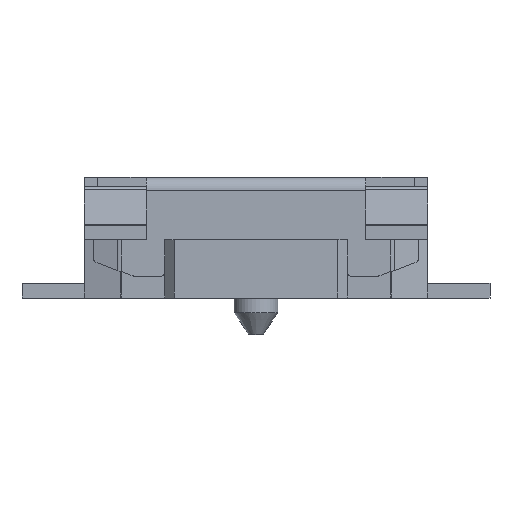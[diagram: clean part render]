
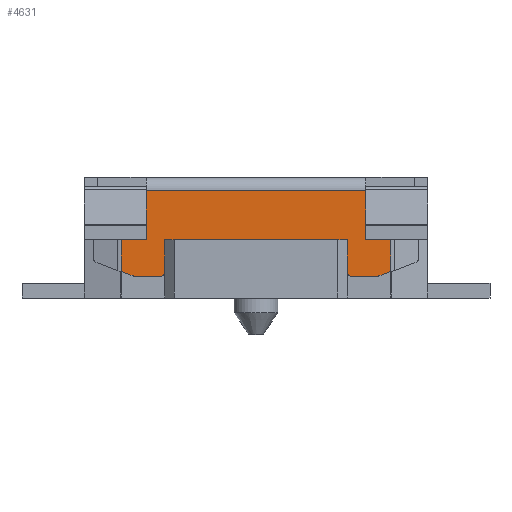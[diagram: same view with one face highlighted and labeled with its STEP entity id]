
A CAD part, left-side view. The second image highlights one B-rep face of the part: STEP entity #4631.
In plain terms, the highlighted planar face has unit normal (-1, 0, 0).
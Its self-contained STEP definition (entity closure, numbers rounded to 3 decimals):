
#1702 = VERTEX_POINT('',#1703);
#1703 = CARTESIAN_POINT('',(-1.75,-1.12,0.8));
#1724 = EDGE_CURVE('',#1725,#1702,#1727,.T.);
#1725 = VERTEX_POINT('',#1726);
#1726 = CARTESIAN_POINT('',(-1.75,1.12,0.8));
#1727 = LINE('',#1728,#1729);
#1728 = CARTESIAN_POINT('',(-1.75,1.5,0.8));
#1729 = VECTOR('',#1730,1.);
#1730 = DIRECTION('',(0.,-1.,0.));
#2175 = VERTEX_POINT('',#2176);
#2176 = CARTESIAN_POINT('',(-1.75,1.843,0.8));
#2215 = EDGE_CURVE('',#2216,#2218,#2220,.T.);
#2216 = VERTEX_POINT('',#2217);
#2217 = CARTESIAN_POINT('',(-1.75,1.5,0.994));
#2218 = VERTEX_POINT('',#2219);
#2219 = CARTESIAN_POINT('',(-1.75,1.5,0.8));
#2220 = LINE('',#2221,#2222);
#2221 = CARTESIAN_POINT('',(-1.75,1.5,6.998));
#2222 = VECTOR('',#2223,1.);
#2223 = DIRECTION('',(0.,0.,-1.));
#2233 = EDGE_CURVE('',#2175,#2218,#2234,.T.);
#2234 = LINE('',#2235,#2236);
#2235 = CARTESIAN_POINT('',(-1.75,2.35,0.8));
#2236 = VECTOR('',#2237,1.);
#2237 = DIRECTION('',(0.,-1.,0.));
#4141 = VERTEX_POINT('',#4142);
#4142 = CARTESIAN_POINT('',(-1.75,-1.5,0.994));
#4165 = EDGE_CURVE('',#4141,#4166,#4168,.T.);
#4166 = VERTEX_POINT('',#4167);
#4167 = CARTESIAN_POINT('',(-1.75,-1.5,0.8));
#4168 = LINE('',#4169,#4170);
#4169 = CARTESIAN_POINT('',(-1.75,-1.5,6.998));
#4170 = VECTOR('',#4171,1.);
#4171 = DIRECTION('',(0.,0.,-1.));
#4173 = EDGE_CURVE('',#4174,#4166,#4176,.T.);
#4174 = VERTEX_POINT('',#4175);
#4175 = CARTESIAN_POINT('',(-1.75,-1.843,0.8));
#4176 = LINE('',#4177,#4178);
#4177 = CARTESIAN_POINT('',(-1.75,-2.35,0.8));
#4178 = VECTOR('',#4179,1.);
#4179 = DIRECTION('',(0.,1.,0.));
#4457 = VERTEX_POINT('',#4458);
#4458 = CARTESIAN_POINT('',(-1.75,-1.843,0.364));
#4497 = EDGE_CURVE('',#4498,#4500,#4502,.T.);
#4498 = VERTEX_POINT('',#4499);
#4499 = CARTESIAN_POINT('',(-1.75,-1.3,0.3));
#4500 = VERTEX_POINT('',#4501);
#4501 = CARTESIAN_POINT('',(-1.75,-1.25,0.35));
#4502 = CIRCLE('',#4503,0.05);
#4503 = AXIS2_PLACEMENT_3D('',#4504,#4505,#4506);
#4504 = CARTESIAN_POINT('',(-1.75,-1.3,0.35));
#4505 = DIRECTION('',(1.,-0.,0.));
#4506 = DIRECTION('',(0.,0.,-1.));
#4531 = VERTEX_POINT('',#4532);
#4532 = CARTESIAN_POINT('',(-1.75,-1.663,0.3));
#4538 = EDGE_CURVE('',#4531,#4498,#4539,.T.);
#4539 = LINE('',#4540,#4541);
#4540 = CARTESIAN_POINT('',(-1.75,2.35,0.3));
#4541 = VECTOR('',#4542,1.);
#4542 = DIRECTION('',(0.,1.,0.));
#4553 = EDGE_CURVE('',#4554,#4531,#4556,.T.);
#4554 = VERTEX_POINT('',#4555);
#4555 = CARTESIAN_POINT('',(-1.75,-1.68,0.303));
#4556 = CIRCLE('',#4557,0.05);
#4557 = AXIS2_PLACEMENT_3D('',#4558,#4559,#4560);
#4558 = CARTESIAN_POINT('',(-1.75,-1.663,0.35));
#4559 = DIRECTION('',(1.,-0.,0.));
#4560 = DIRECTION('',(0.,0.,-1.));
#4578 = EDGE_CURVE('',#4457,#4554,#4579,.T.);
#4579 = LINE('',#4580,#4581);
#4580 = CARTESIAN_POINT('',(-1.75,1.861,-1.014));
#4581 = VECTOR('',#4582,1.);
#4582 = DIRECTION('',(0.,0.937,-0.349));
#4597 = EDGE_CURVE('',#4598,#4500,#4600,.T.);
#4598 = VERTEX_POINT('',#4599);
#4599 = CARTESIAN_POINT('',(-1.75,-1.25,0.8));
#4600 = LINE('',#4601,#4602);
#4601 = CARTESIAN_POINT('',(-1.75,-1.25,0.3));
#4602 = VECTOR('',#4603,1.);
#4603 = DIRECTION('',(0.,0.,-1.));
#4621 = EDGE_CURVE('',#1702,#4598,#4622,.T.);
#4622 = LINE('',#4623,#4624);
#4623 = CARTESIAN_POINT('',(-1.75,2.35,0.8));
#4624 = VECTOR('',#4625,1.);
#4625 = DIRECTION('',(0.,-1.,0.));
#4631 = ADVANCED_FACE('',(#4632),#4729,.F.);
#4632 = FACE_BOUND('',#4633,.T.);
#4633 = EDGE_LOOP('',(#4634,#4635,#4636,#4637,#4643,#4644,#4645,#4653,
    #4661,#4667,#4668,#4669,#4677,#4685,#4694,#4702,#4711,#4719,#4725,
    #4726,#4727,#4728));
#4634 = ORIENTED_EDGE('',*,*,#4538,.F.);
#4635 = ORIENTED_EDGE('',*,*,#4553,.F.);
#4636 = ORIENTED_EDGE('',*,*,#4578,.F.);
#4637 = ORIENTED_EDGE('',*,*,#4638,.T.);
#4638 = EDGE_CURVE('',#4457,#4174,#4639,.T.);
#4639 = LINE('',#4640,#4641);
#4640 = CARTESIAN_POINT('',(-1.75,-1.843,0.3));
#4641 = VECTOR('',#4642,1.);
#4642 = DIRECTION('',(0.,0.,1.));
#4643 = ORIENTED_EDGE('',*,*,#4173,.T.);
#4644 = ORIENTED_EDGE('',*,*,#4165,.F.);
#4645 = ORIENTED_EDGE('',*,*,#4646,.F.);
#4646 = EDGE_CURVE('',#4647,#4141,#4649,.T.);
#4647 = VERTEX_POINT('',#4648);
#4648 = CARTESIAN_POINT('',(-1.75,-1.5,1.47));
#4649 = LINE('',#4650,#4651);
#4650 = CARTESIAN_POINT('',(-1.75,-1.5,6.088));
#4651 = VECTOR('',#4652,1.);
#4652 = DIRECTION('',(0.,0.,-1.));
#4653 = ORIENTED_EDGE('',*,*,#4654,.T.);
#4654 = EDGE_CURVE('',#4647,#4655,#4657,.T.);
#4655 = VERTEX_POINT('',#4656);
#4656 = CARTESIAN_POINT('',(-1.75,1.5,1.47));
#4657 = LINE('',#4658,#4659);
#4658 = CARTESIAN_POINT('',(-1.75,2.35,1.47));
#4659 = VECTOR('',#4660,1.);
#4660 = DIRECTION('',(0.,1.,0.));
#4661 = ORIENTED_EDGE('',*,*,#4662,.T.);
#4662 = EDGE_CURVE('',#4655,#2216,#4663,.T.);
#4663 = LINE('',#4664,#4665);
#4664 = CARTESIAN_POINT('',(-1.75,1.5,6.088));
#4665 = VECTOR('',#4666,1.);
#4666 = DIRECTION('',(0.,0.,-1.));
#4667 = ORIENTED_EDGE('',*,*,#2215,.T.);
#4668 = ORIENTED_EDGE('',*,*,#2233,.F.);
#4669 = ORIENTED_EDGE('',*,*,#4670,.F.);
#4670 = EDGE_CURVE('',#4671,#2175,#4673,.T.);
#4671 = VERTEX_POINT('',#4672);
#4672 = CARTESIAN_POINT('',(-1.75,1.843,0.364));
#4673 = LINE('',#4674,#4675);
#4674 = CARTESIAN_POINT('',(-1.75,1.843,0.3));
#4675 = VECTOR('',#4676,1.);
#4676 = DIRECTION('',(0.,0.,1.));
#4677 = ORIENTED_EDGE('',*,*,#4678,.F.);
#4678 = EDGE_CURVE('',#4679,#4671,#4681,.T.);
#4679 = VERTEX_POINT('',#4680);
#4680 = CARTESIAN_POINT('',(-1.75,1.68,0.303));
#4681 = LINE('',#4682,#4683);
#4682 = CARTESIAN_POINT('',(-1.75,2.268,0.522));
#4683 = VECTOR('',#4684,1.);
#4684 = DIRECTION('',(0.,0.937,0.349));
#4685 = ORIENTED_EDGE('',*,*,#4686,.F.);
#4686 = EDGE_CURVE('',#4687,#4679,#4689,.T.);
#4687 = VERTEX_POINT('',#4688);
#4688 = CARTESIAN_POINT('',(-1.75,1.663,0.3));
#4689 = CIRCLE('',#4690,0.05);
#4690 = AXIS2_PLACEMENT_3D('',#4691,#4692,#4693);
#4691 = CARTESIAN_POINT('',(-1.75,1.663,0.35));
#4692 = DIRECTION('',(1.,-0.,0.));
#4693 = DIRECTION('',(0.,0.,-1.));
#4694 = ORIENTED_EDGE('',*,*,#4695,.F.);
#4695 = EDGE_CURVE('',#4696,#4687,#4698,.T.);
#4696 = VERTEX_POINT('',#4697);
#4697 = CARTESIAN_POINT('',(-1.75,1.3,0.3));
#4698 = LINE('',#4699,#4700);
#4699 = CARTESIAN_POINT('',(-1.75,2.35,0.3));
#4700 = VECTOR('',#4701,1.);
#4701 = DIRECTION('',(0.,1.,0.));
#4702 = ORIENTED_EDGE('',*,*,#4703,.F.);
#4703 = EDGE_CURVE('',#4704,#4696,#4706,.T.);
#4704 = VERTEX_POINT('',#4705);
#4705 = CARTESIAN_POINT('',(-1.75,1.25,0.35));
#4706 = CIRCLE('',#4707,0.05);
#4707 = AXIS2_PLACEMENT_3D('',#4708,#4709,#4710);
#4708 = CARTESIAN_POINT('',(-1.75,1.3,0.35));
#4709 = DIRECTION('',(1.,-0.,0.));
#4710 = DIRECTION('',(0.,0.,-1.));
#4711 = ORIENTED_EDGE('',*,*,#4712,.T.);
#4712 = EDGE_CURVE('',#4704,#4713,#4715,.T.);
#4713 = VERTEX_POINT('',#4714);
#4714 = CARTESIAN_POINT('',(-1.75,1.25,0.8));
#4715 = LINE('',#4716,#4717);
#4716 = CARTESIAN_POINT('',(-1.75,1.25,0.3));
#4717 = VECTOR('',#4718,1.);
#4718 = DIRECTION('',(0.,0.,1.));
#4719 = ORIENTED_EDGE('',*,*,#4720,.T.);
#4720 = EDGE_CURVE('',#4713,#1725,#4721,.T.);
#4721 = LINE('',#4722,#4723);
#4722 = CARTESIAN_POINT('',(-1.75,2.35,0.8));
#4723 = VECTOR('',#4724,1.);
#4724 = DIRECTION('',(0.,-1.,0.));
#4725 = ORIENTED_EDGE('',*,*,#1724,.T.);
#4726 = ORIENTED_EDGE('',*,*,#4621,.T.);
#4727 = ORIENTED_EDGE('',*,*,#4597,.T.);
#4728 = ORIENTED_EDGE('',*,*,#4497,.F.);
#4729 = PLANE('',#4730);
#4730 = AXIS2_PLACEMENT_3D('',#4731,#4732,#4733);
#4731 = CARTESIAN_POINT('',(-1.75,2.35,0.3));
#4732 = DIRECTION('',(1.,0.,0.));
#4733 = DIRECTION('',(0.,0.,-1.));
